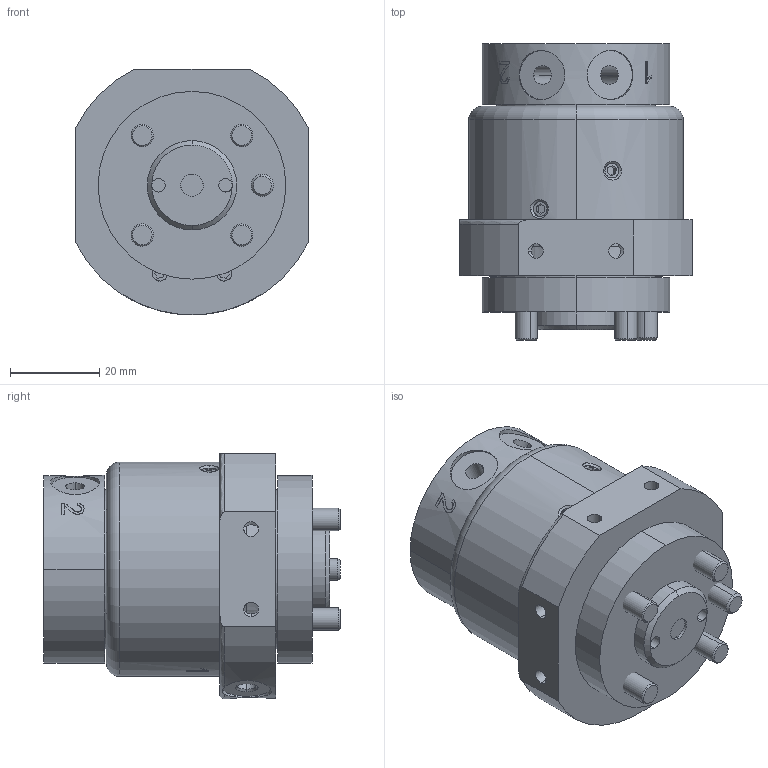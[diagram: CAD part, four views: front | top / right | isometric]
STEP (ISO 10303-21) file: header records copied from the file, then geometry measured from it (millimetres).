
FILE_DESCRIPTION (( 'STEP AP203' ), '1' );
FILE_NAME ('P1021.STEP', '2019-01-28T09:14:41', ( '' ), ( '' ), 'SwSTEP 2.0', 'SolidWorks 2017', '' );
FILE_SCHEMA (( 'CONFIG_CONTROL_DESIGN' ));
Length unit declared in the file: millimetre
Products named in the file (1): P1021
Bounding box: 52 x 66.3 x 55 mm (x, y, z)
Volume: 149947 mm3; surface area: 36669.9 mm2
Topology: 19 solids, 19 shells, 661 faces, 1701 edges, 1058 vertices
Faces by surface type: bspline 195, plane 188, cylinder 157, cone 107, torus 14
Entity records: 33212 total; most frequent: CARTESIAN_POINT 18622, ORIENTED_EDGE 3190, DIRECTION 2761, EDGE_CURVE 1595, AXIS2_PLACEMENT_3D 1160, VERTEX_POINT 1058, EDGE_LOOP 763, CIRCLE 693
